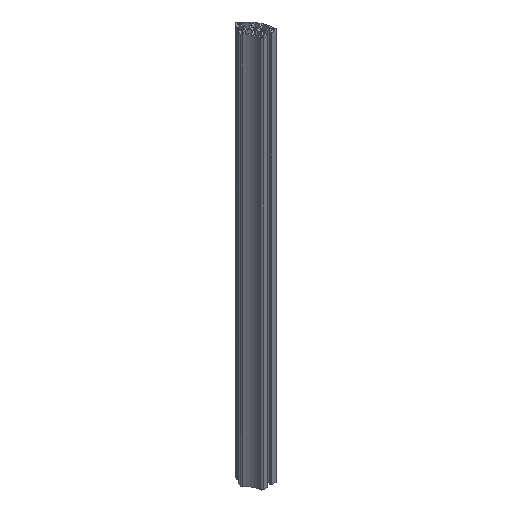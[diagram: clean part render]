
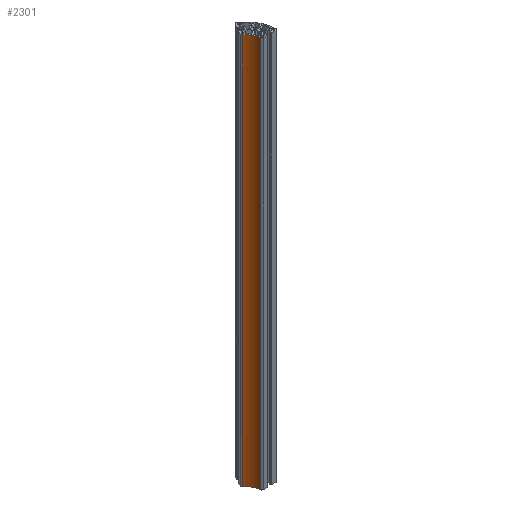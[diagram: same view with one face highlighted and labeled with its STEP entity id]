
A CAD part, isometric view. The second image highlights one B-rep face of the part: STEP entity #2301.
In plain terms, the highlighted cylindrical face has radius 40 mm (diameter 80 mm), a partial arc.
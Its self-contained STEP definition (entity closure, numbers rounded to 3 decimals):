
#181=FACE_OUTER_BOUND($,#297,.T.);
#297=EDGE_LOOP($,(#1869,#1870,#1871,#1872));
#501=LINE($,#3975,#695);
#502=LINE($,#3981,#696);
#695=VECTOR($,#3279,1000.);
#696=VECTOR($,#3286,1000.);
#849=CIRCLE($,#2568,40.);
#850=CIRCLE($,#2569,40.);
#1075=VERTEX_POINT($,#3971);
#1076=VERTEX_POINT($,#3973);
#1077=VERTEX_POINT($,#3977);
#1078=VERTEX_POINT($,#3979);
#1415=EDGE_CURVE($,#1075,#1076,#501,.T.);
#1416=EDGE_CURVE($,#1077,#1075,#849,.T.);
#1417=EDGE_CURVE($,#1078,#1076,#850,.T.);
#1418=EDGE_CURVE($,#1077,#1078,#502,.T.);
#1869=ORIENTED_EDGE($,*,*,#1416,.T.);
#1870=ORIENTED_EDGE($,*,*,#1415,.T.);
#1871=ORIENTED_EDGE($,*,*,#1417,.F.);
#1872=ORIENTED_EDGE($,*,*,#1418,.F.);
#2188=CYLINDRICAL_SURFACE($,#2567,40.);
#2301=ADVANCED_FACE($,(#181),#2188,.F.);
#2567=AXIS2_PLACEMENT_3D($,#3976,#3280,#3281);
#2568=AXIS2_PLACEMENT_3D($,#3978,#3282,#3283);
#2569=AXIS2_PLACEMENT_3D($,#3980,#3284,#3285);
#3279=DIRECTION($,(0.,0.,1.));
#3280=DIRECTION('center_axis',(0.,0.,1.));
#3281=DIRECTION('ref_axis',(-0.996,-0.091,0.));
#3282=DIRECTION('center_axis',(0.,0.,-1.));
#3283=DIRECTION('ref_axis',(-0.996,-0.091,0.));
#3284=DIRECTION('center_axis',(0.,0.,-1.));
#3285=DIRECTION('ref_axis',(-0.996,-0.091,0.));
#3286=DIRECTION($,(0.,0.,1.));
#3971=CARTESIAN_POINT('',(-3.983,3.636,0.));
#3973=CARTESIAN_POINT('',(-3.983,3.636,1000.));
#3975=CARTESIAN_POINT($,(-3.983,3.636,0.));
#3976=CARTESIAN_POINT('Origin',(-43.818,0.,
0.));
#3977=CARTESIAN_POINT('',(-20.751,32.679,0.));
#3978=CARTESIAN_POINT('Origin',(-43.818,0.,
0.));
#3979=CARTESIAN_POINT('',(-20.751,32.679,1000.));
#3980=CARTESIAN_POINT('Origin',(-43.818,0.,
1000.));
#3981=CARTESIAN_POINT($,(-20.751,32.679,0.));
